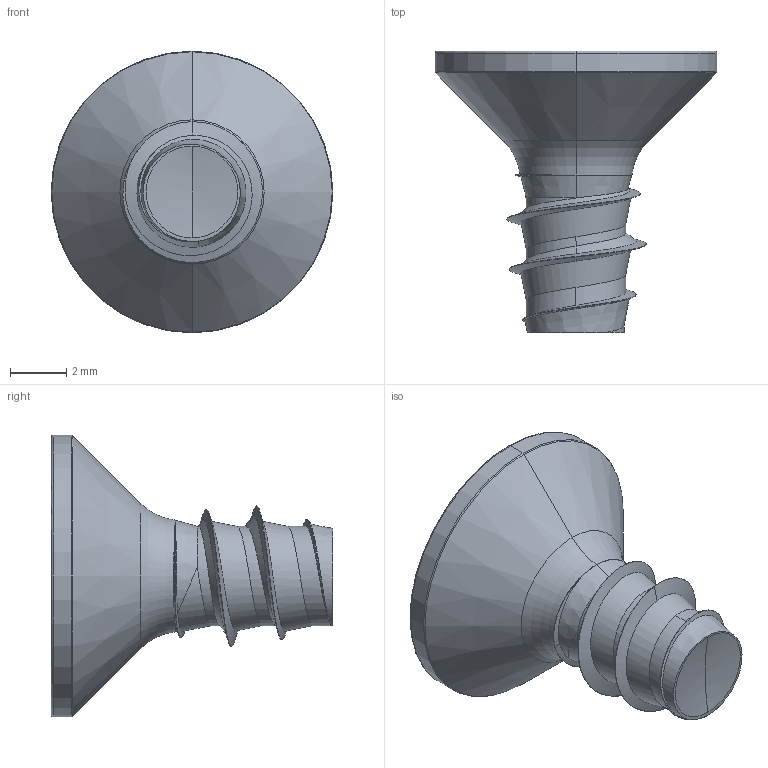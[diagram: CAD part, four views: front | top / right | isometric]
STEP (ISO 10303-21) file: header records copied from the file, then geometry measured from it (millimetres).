
FILE_DESCRIPTION (( 'STEP AP203' ), '1' );
FILE_NAME ('STP330500100.STEP', '2017-08-15T16:40:55', ( '' ), ( '' ), 'SwSTEP 2.0', 'SolidWorks 2015', '' );
FILE_SCHEMA (( 'CONFIG_CONTROL_DESIGN' ));
Length unit declared in the file: millimetre
Products named in the file (1): STP330500100
Bounding box: 10 x 10 x 10 mm (x, y, z)
Volume: 241.7 mm3; surface area: 329 mm2
Topology: 1 solids, 1 shells, 166 faces, 370 edges, 206 vertices
Faces by surface type: bspline 51, cylinder 50, sphere 26, plane 23, cone 10, torus 6
Entity records: 12193 total; most frequent: CARTESIAN_POINT 8849, ORIENTED_EDGE 736, DIRECTION 619, EDGE_CURVE 368, AXIS2_PLACEMENT_3D 258, VERTEX_POINT 206, EDGE_LOOP 168, FACE_OUTER_BOUND 166
